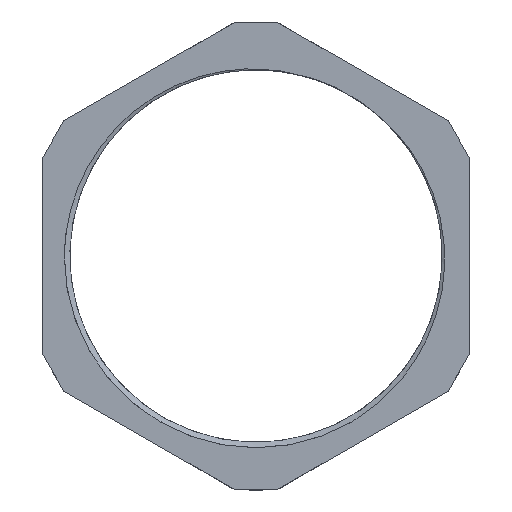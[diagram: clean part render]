
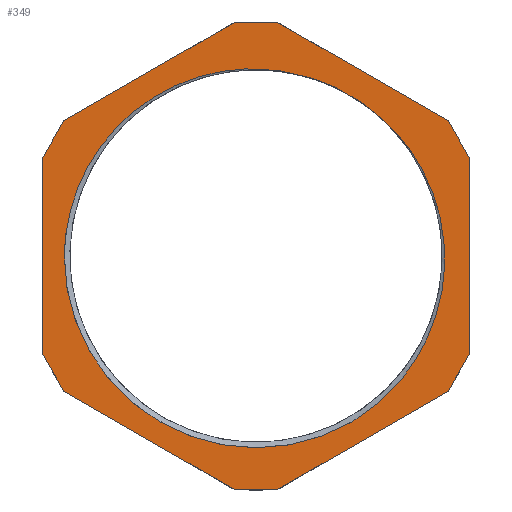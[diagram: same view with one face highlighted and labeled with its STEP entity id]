
A CAD part, top view. The second image highlights one B-rep face of the part: STEP entity #349.
In plain terms, the highlighted planar face has unit normal (0, 0, 1).
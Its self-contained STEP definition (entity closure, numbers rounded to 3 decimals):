
#17=FACE_BOUND('',#140,.T.);
#25=LINE('',#1204,#49);
#28=LINE('',#1214,#52);
#30=LINE('',#1220,#54);
#32=LINE('',#1228,#56);
#34=LINE('',#1234,#58);
#36=LINE('',#1242,#60);
#38=LINE('',#1248,#62);
#40=LINE('',#1257,#64);
#43=LINE('',#1266,#67);
#44=LINE('',#1271,#68);
#47=LINE('',#1280,#71);
#48=LINE('',#1283,#72);
#49=VECTOR('',#402,10.);
#52=VECTOR('',#407,10.);
#54=VECTOR('',#413,10.);
#56=VECTOR('',#417,10.);
#58=VECTOR('',#423,10.);
#60=VECTOR('',#427,10.);
#62=VECTOR('',#433,10.);
#64=VECTOR('',#437,10.);
#67=VECTOR('',#442,10.);
#68=VECTOR('',#447,10.);
#71=VECTOR('',#452,10.);
#72=VECTOR('',#457,10.);
#86=PLANE('',#385);
#88=CIRCLE('',#360,26.239);
#89=CIRCLE('',#362,27.);
#118=FACE_OUTER_BOUND('',#139,.T.);
#139=EDGE_LOOP('',(#313,#314,#315,#316,#317,#318,#319,#320,#321,#322,#323,
#324));
#140=EDGE_LOOP('',(#325,#326,#327,#328));
#143=B_SPLINE_CURVE_WITH_KNOTS('',3,(#728,#729,#730,#731,#732,#733,#734,
#735,#736,#737,#738,#739,#740,#741,#742,#743),.UNSPECIFIED.,.F.,.F.,(4,
3,3,3,3,4),(-4.979,-3.985,-2.667,-1.338,
-0.144,0.),.UNSPECIFIED.);
#148=B_SPLINE_CURVE_WITH_KNOTS('',3,(#1185,#1186,#1187,#1188,#1189,#1190,
#1191,#1192,#1193,#1194,#1195,#1196,#1197),.UNSPECIFIED.,.F.,.F.,(4,3,3,
3,4),(-4.976,-3.96,-2.63,-1.31,
0.),.UNSPECIFIED.);
#151=VERTEX_POINT('',#680);
#152=VERTEX_POINT('',#727);
#154=VERTEX_POINT('',#793);
#156=VERTEX_POINT('',#1054);
#157=VERTEX_POINT('',#1202);
#158=VERTEX_POINT('',#1203);
#161=VERTEX_POINT('',#1213);
#163=VERTEX_POINT('',#1219);
#165=VERTEX_POINT('',#1227);
#167=VERTEX_POINT('',#1233);
#169=VERTEX_POINT('',#1241);
#171=VERTEX_POINT('',#1247);
#173=VERTEX_POINT('',#1255);
#174=VERTEX_POINT('',#1256);
#177=VERTEX_POINT('',#1269);
#178=VERTEX_POINT('',#1270);
#184=EDGE_CURVE('',#151,#152,#143,.T.);
#188=EDGE_CURVE('',#154,#151,#88,.T.);
#191=EDGE_CURVE('',#156,#154,#148,.T.);
#192=EDGE_CURVE('',#156,#152,#89,.T.);
#194=EDGE_CURVE('',#157,#158,#25,.T.);
#198=EDGE_CURVE('',#158,#161,#28,.T.);
#201=EDGE_CURVE('',#161,#163,#30,.T.);
#204=EDGE_CURVE('',#163,#165,#32,.T.);
#207=EDGE_CURVE('',#165,#167,#34,.T.);
#210=EDGE_CURVE('',#167,#169,#36,.T.);
#213=EDGE_CURVE('',#169,#171,#38,.T.);
#216=EDGE_CURVE('',#173,#174,#40,.T.);
#220=EDGE_CURVE('',#174,#157,#43,.T.);
#222=EDGE_CURVE('',#177,#178,#44,.T.);
#226=EDGE_CURVE('',#171,#177,#47,.T.);
#228=EDGE_CURVE('',#178,#173,#48,.T.);
#313=ORIENTED_EDGE('',*,*,#226,.T.);
#314=ORIENTED_EDGE('',*,*,#222,.T.);
#315=ORIENTED_EDGE('',*,*,#228,.T.);
#316=ORIENTED_EDGE('',*,*,#216,.T.);
#317=ORIENTED_EDGE('',*,*,#220,.T.);
#318=ORIENTED_EDGE('',*,*,#194,.T.);
#319=ORIENTED_EDGE('',*,*,#198,.T.);
#320=ORIENTED_EDGE('',*,*,#201,.T.);
#321=ORIENTED_EDGE('',*,*,#204,.T.);
#322=ORIENTED_EDGE('',*,*,#207,.T.);
#323=ORIENTED_EDGE('',*,*,#210,.T.);
#324=ORIENTED_EDGE('',*,*,#213,.T.);
#325=ORIENTED_EDGE('',*,*,#192,.T.);
#326=ORIENTED_EDGE('',*,*,#184,.F.);
#327=ORIENTED_EDGE('',*,*,#188,.F.);
#328=ORIENTED_EDGE('',*,*,#191,.F.);
#349=ADVANCED_FACE('',(#118,#17),#86,.T.);
#360=AXIS2_PLACEMENT_3D('',#840,#392,#393);
#362=AXIS2_PLACEMENT_3D('',#1199,#396,#397);
#385=AXIS2_PLACEMENT_3D('',#1289,#466,#467);
#392=DIRECTION('center_axis',(0.,0.,1.));
#393=DIRECTION('ref_axis',(-1.,0.,0.));
#396=DIRECTION('center_axis',(0.,0.,-1.));
#397=DIRECTION('ref_axis',(-1.,0.,0.));
#402=DIRECTION('',(0.866,0.5,0.));
#407=DIRECTION('',(0.5,0.866,0.));
#413=DIRECTION('',(0.,1.,0.));
#417=DIRECTION('',(-0.5,0.866,0.));
#423=DIRECTION('',(-0.866,0.5,0.));
#427=DIRECTION('',(-1.,0.,0.));
#433=DIRECTION('',(-0.866,-0.5,0.));
#437=DIRECTION('',(0.866,-0.5,0.));
#442=DIRECTION('',(1.,0.,0.));
#447=DIRECTION('',(0.,-1.,0.));
#452=DIRECTION('',(-0.5,-0.866,0.));
#457=DIRECTION('',(0.5,-0.866,0.));
#466=DIRECTION('center_axis',(0.,0.,1.));
#467=DIRECTION('ref_axis',(1.,0.,0.));
#680=CARTESIAN_POINT('',(7.584,25.119,5.));
#727=CARTESIAN_POINT('',(-27.,0.,5.));
#728=CARTESIAN_POINT('Ctrl Pts',(7.584,25.119,5.));
#729=CARTESIAN_POINT('Ctrl Pts',(4.429,26.122,5.));
#730=CARTESIAN_POINT('Ctrl Pts',(1.102,26.527,5.));
#731=CARTESIAN_POINT('Ctrl Pts',(-2.197,26.303,5.));
#732=CARTESIAN_POINT('Ctrl Pts',(-6.572,26.006,5.));
#733=CARTESIAN_POINT('Ctrl Pts',(-10.863,24.596,5.));
#734=CARTESIAN_POINT('Ctrl Pts',(-14.557,22.26,5.));
#735=CARTESIAN_POINT('Ctrl Pts',(-18.281,19.906,5.));
#736=CARTESIAN_POINT('Ctrl Pts',(-21.416,16.597,5.));
#737=CARTESIAN_POINT('Ctrl Pts',(-23.573,12.75,5.));
#738=CARTESIAN_POINT('Ctrl Pts',(-25.511,9.293,5.));
#739=CARTESIAN_POINT('Ctrl Pts',(-26.666,5.396,5.));
#740=CARTESIAN_POINT('Ctrl Pts',(-26.94,1.434,5.));
#741=CARTESIAN_POINT('Ctrl Pts',(-26.973,0.957,5.));
#742=CARTESIAN_POINT('Ctrl Pts',(-26.993,0.479,5.));
#743=CARTESIAN_POINT('Ctrl Pts',(-27.,0.,5.));
#793=CARTESIAN_POINT('',(17.962,19.127,5.));
#840=CARTESIAN_POINT('Origin',(0.,0.,5.));
#1054=CARTESIAN_POINT('',(13.5,-23.383,5.));
#1185=CARTESIAN_POINT('Ctrl Pts',(13.499,-23.383,5.));
#1186=CARTESIAN_POINT('Ctrl Pts',(16.406,-21.642,5.));
#1187=CARTESIAN_POINT('Ctrl Pts',(18.972,-19.368,5.));
#1188=CARTESIAN_POINT('Ctrl Pts',(21.033,-16.686,5.));
#1189=CARTESIAN_POINT('Ctrl Pts',(23.732,-13.177,5.));
#1190=CARTESIAN_POINT('Ctrl Pts',(25.539,-8.99,5.));
#1191=CARTESIAN_POINT('Ctrl Pts',(26.24,-4.635,5.));
#1192=CARTESIAN_POINT('Ctrl Pts',(26.936,-0.31,5.));
#1193=CARTESIAN_POINT('Ctrl Pts',(26.541,4.205,5.));
#1194=CARTESIAN_POINT('Ctrl Pts',(25.093,8.343,5.));
#1195=CARTESIAN_POINT('Ctrl Pts',(23.657,12.448,5.));
#1196=CARTESIAN_POINT('Ctrl Pts',(21.191,16.188,5.));
#1197=CARTESIAN_POINT('Ctrl Pts',(17.962,19.127,5.));
#1199=CARTESIAN_POINT('Origin',(0.,0.,5.));
#1202=CARTESIAN_POINT('',(2.949,-32.943,5.));
#1203=CARTESIAN_POINT('',(27.055,-19.025,5.));
#1204=CARTESIAN_POINT('',(28.169,-18.382,5.));
#1213=CARTESIAN_POINT('',(30.004,-13.918,5.));
#1214=CARTESIAN_POINT('',(29.267,-15.195,5.));
#1219=CARTESIAN_POINT('',(30.004,13.918,5.));
#1220=CARTESIAN_POINT('',(30.004,-1.286,5.));
#1227=CARTESIAN_POINT('',(27.055,19.025,5.));
#1228=CARTESIAN_POINT('',(34.933,5.381,5.));
#1233=CARTESIAN_POINT('',(2.949,32.943,5.));
#1234=CARTESIAN_POINT('',(23.257,21.219,5.));
#1241=CARTESIAN_POINT('',(-2.949,32.943,5.));
#1242=CARTESIAN_POINT('',(12.807,32.943,5.));
#1247=CARTESIAN_POINT('',(-27.055,19.025,5.));
#1248=CARTESIAN_POINT('',(-13.888,26.627,5.));
#1255=CARTESIAN_POINT('',(-27.055,-19.025,5.));
#1256=CARTESIAN_POINT('',(-2.949,-32.943,5.));
#1257=CARTESIAN_POINT('',(5.306,-37.709,5.));
#1266=CARTESIAN_POINT('',(15.756,-32.943,5.));
#1269=CARTESIAN_POINT('',(-30.004,13.918,5.));
#1270=CARTESIAN_POINT('',(-30.004,-13.918,5.));
#1271=CARTESIAN_POINT('',(-30.004,-15.204,5.));
#1280=CARTESIAN_POINT('',(-29.267,15.195,5.));
#1283=CARTESIAN_POINT('',(-20.652,-30.116,5.));
#1289=CARTESIAN_POINT('Origin',(28.562,-16.49,5.));
